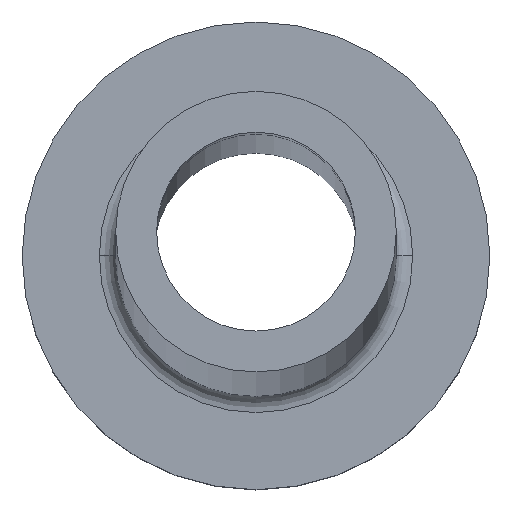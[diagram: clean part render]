
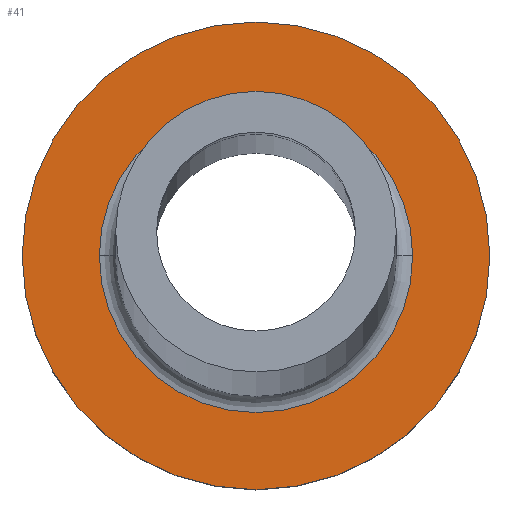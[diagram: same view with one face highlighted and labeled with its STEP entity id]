
A CAD part, top view. The second image highlights one B-rep face of the part: STEP entity #41.
In plain terms, the highlighted planar face has unit normal (0, 0, 1).
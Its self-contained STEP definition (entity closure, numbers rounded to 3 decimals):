
#4 = EDGE_CURVE ( 'NONE', #95, #453, #322, .T. ) ;
#5 = CARTESIAN_POINT ( 'NONE',  ( 0., 0., 7. ) ) ;
#15 = ORIENTED_EDGE ( 'NONE', *, *, #4, .T. ) ;
#34 = PLANE ( 'NONE',  #100 ) ;
#36 = DIRECTION ( 'NONE',  ( 0., 0., 1. ) ) ;
#41 = ADVANCED_FACE ( 'NONE', ( #319, #359 ), #34, .T. ) ;
#55 = CARTESIAN_POINT ( 'NONE',  ( -10., 0., 7. ) ) ;
#65 = CARTESIAN_POINT ( 'NONE',  ( 10., 0., 7. ) ) ;
#68 = EDGE_CURVE ( 'NONE', #453, #95, #144, .T. ) ;
#74 = DIRECTION ( 'NONE',  ( 1., 0., 0. ) ) ;
#78 = EDGE_LOOP ( 'NONE', ( #134, #361 ) ) ;
#92 = DIRECTION ( 'NONE',  ( 1., 0., 0. ) ) ;
#95 = VERTEX_POINT ( 'NONE', #350 ) ;
#100 = AXIS2_PLACEMENT_3D ( 'NONE', #5, #36, #241 ) ;
#134 = ORIENTED_EDGE ( 'NONE', *, *, #388, .T. ) ;
#144 = CIRCLE ( 'NONE', #399, 6.7 ) ;
#145 = DIRECTION ( 'NONE',  ( 0., 0., -1. ) ) ;
#185 = CIRCLE ( 'NONE', #422, 10. ) ;
#193 = CIRCLE ( 'NONE', #219, 10. ) ;
#215 = DIRECTION ( 'NONE',  ( 0., 0., 1. ) ) ;
#219 = AXIS2_PLACEMENT_3D ( 'NONE', #433, #215, #242 ) ;
#231 = VERTEX_POINT ( 'NONE', #55 ) ;
#240 = CARTESIAN_POINT ( 'NONE',  ( 0., 0., 7. ) ) ;
#241 = DIRECTION ( 'NONE',  ( 1., 0., 0. ) ) ;
#242 = DIRECTION ( 'NONE',  ( 1., 0., 0. ) ) ;
#247 = CARTESIAN_POINT ( 'NONE',  ( 0., 0., 7. ) ) ;
#281 = AXIS2_PLACEMENT_3D ( 'NONE', #240, #392, #74 ) ;
#283 = DIRECTION ( 'NONE',  ( 1., 0., 0. ) ) ;
#301 = EDGE_CURVE ( 'NONE', #338, #231, #185, .T. ) ;
#311 = ORIENTED_EDGE ( 'NONE', *, *, #68, .T. ) ;
#319 = FACE_BOUND ( 'NONE', #335, .T. ) ;
#322 = CIRCLE ( 'NONE', #281, 6.7 ) ;
#335 = EDGE_LOOP ( 'NONE', ( #15, #311 ) ) ;
#338 = VERTEX_POINT ( 'NONE', #65 ) ;
#349 = CARTESIAN_POINT ( 'NONE',  ( 0., 0., 7. ) ) ;
#350 = CARTESIAN_POINT ( 'NONE',  ( 6.7, 0., 7. ) ) ;
#359 = FACE_OUTER_BOUND ( 'NONE', #78, .T. ) ;
#361 = ORIENTED_EDGE ( 'NONE', *, *, #301, .T. ) ;
#388 = EDGE_CURVE ( 'NONE', #231, #338, #193, .T. ) ;
#392 = DIRECTION ( 'NONE',  ( 0., 0., -1. ) ) ;
#399 = AXIS2_PLACEMENT_3D ( 'NONE', #247, #145, #283 ) ;
#422 = AXIS2_PLACEMENT_3D ( 'NONE', #349, #452, #92 ) ;
#429 = CARTESIAN_POINT ( 'NONE',  ( -6.7, 0., 7. ) ) ;
#433 = CARTESIAN_POINT ( 'NONE',  ( 0., 0., 7. ) ) ;
#452 = DIRECTION ( 'NONE',  ( 0., 0., 1. ) ) ;
#453 = VERTEX_POINT ( 'NONE', #429 ) ;
